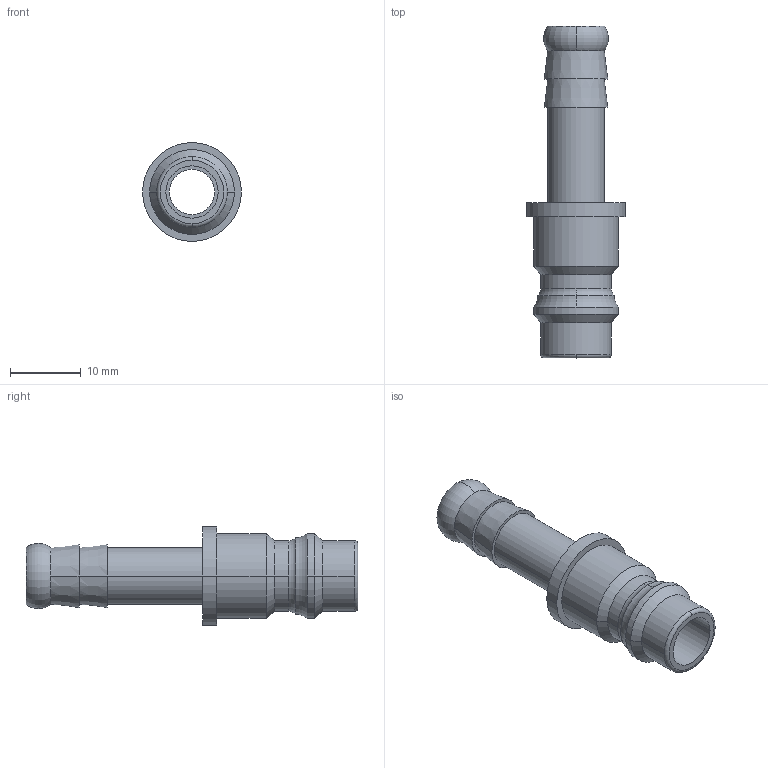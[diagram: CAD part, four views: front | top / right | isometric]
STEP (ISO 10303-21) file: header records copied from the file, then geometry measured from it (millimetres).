
FILE_DESCRIPTION(('STEP AP214'),'1');
FILE_NAME('esi1a_8_s.stp','2020-03-05T09:15:59',('TraceParts'),('TraceParts S.A.'),'Spatial InterOp 3D',' ',' ');
FILE_SCHEMA(('automotive_design'));
Length unit declared in the file: millimetre
Products named in the file (1): 1
Bounding box: 14 x 47 x 14 mm (x, y, z)
Volume: 1837.7 mm3; surface area: 2712.5 mm2
Topology: 1 solids, 1 shells, 39 faces, 89 edges, 57 vertices
Faces by surface type: cylinder 16, cone 8, torus 8, plane 7
Entity records: 1464 total; most frequent: DIRECTION 234, CARTESIAN_POINT 186, ORIENTED_EDGE 178, AXIS2_PLACEMENT_3D 105, EDGE_CURVE 89, CIRCLE 65, VERTEX_POINT 57, EDGE_LOOP 46
